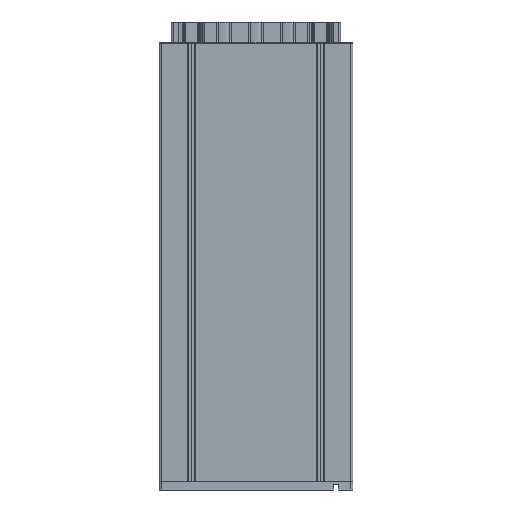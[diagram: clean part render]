
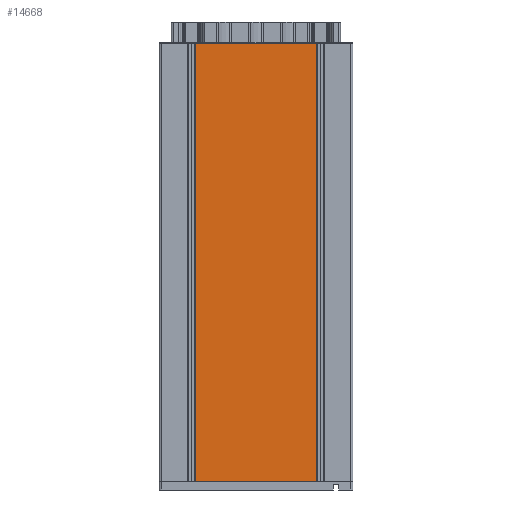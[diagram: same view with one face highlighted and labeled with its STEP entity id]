
A CAD part, front view. The second image highlights one B-rep face of the part: STEP entity #14668.
In plain terms, the highlighted planar face has unit normal (0, -1, 0).
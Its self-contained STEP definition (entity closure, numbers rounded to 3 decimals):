
#1652 = VECTOR ( 'NONE', #9056, 1000. ) ;
#2227 = EDGE_CURVE ( 'NONE', #13653, #6131, #3322, .T. ) ;
#3119 = ORIENTED_EDGE ( 'NONE', *, *, #25497, .T. ) ;
#3322 = LINE ( 'NONE', #24600, #18964 ) ;
#5200 = AXIS2_PLACEMENT_3D ( 'NONE', #13127, #19031, #12943 ) ;
#5214 = DIRECTION ( 'NONE',  ( 1., 0., 0. ) ) ;
#5494 = LINE ( 'NONE', #11350, #1652 ) ;
#6131 = VERTEX_POINT ( 'NONE', #7593 ) ;
#7477 = VECTOR ( 'NONE', #5214, 1000. ) ;
#7593 = CARTESIAN_POINT ( 'NONE',  ( -75.4, -30., 0. ) ) ;
#8838 = CARTESIAN_POINT ( 'NONE',  ( 75.4, -30., 543. ) ) ;
#9056 = DIRECTION ( 'NONE',  ( 1., 0., 0. ) ) ;
#9098 = ORIENTED_EDGE ( 'NONE', *, *, #2227, .T. ) ;
#9323 = CARTESIAN_POINT ( 'NONE',  ( -75.4, -30., 543. ) ) ;
#9562 = EDGE_LOOP ( 'NONE', ( #3119, #16612, #13227, #9098 ) ) ;
#9707 = LINE ( 'NONE', #21914, #20495 ) ;
#11350 = CARTESIAN_POINT ( 'NONE',  ( 0., -30., 0. ) ) ;
#12521 = DIRECTION ( 'NONE',  ( 0., 0., 1. ) ) ;
#12624 = DIRECTION ( 'NONE',  ( 0., 0., -1. ) ) ;
#12943 = DIRECTION ( 'NONE',  ( 0., 0., 1. ) ) ;
#13127 = CARTESIAN_POINT ( 'NONE',  ( 0., -30., 543. ) ) ;
#13227 = ORIENTED_EDGE ( 'NONE', *, *, #15133, .F. ) ;
#13653 = VERTEX_POINT ( 'NONE', #9323 ) ;
#14668 = ADVANCED_FACE ( 'NONE', ( #16746 ), #25114, .F. ) ;
#15087 = CARTESIAN_POINT ( 'NONE',  ( 75.4, -30., 0. ) ) ;
#15133 = EDGE_CURVE ( 'NONE', #13653, #20894, #25298, .T. ) ;
#16612 = ORIENTED_EDGE ( 'NONE', *, *, #18749, .T. ) ;
#16746 = FACE_OUTER_BOUND ( 'NONE', #9562, .T. ) ;
#18749 = EDGE_CURVE ( 'NONE', #23520, #20894, #9707, .T. ) ;
#18964 = VECTOR ( 'NONE', #12624, 1000. ) ;
#19031 = DIRECTION ( 'NONE',  ( 0., 1., 0. ) ) ;
#20495 = VECTOR ( 'NONE', #12521, 1000. ) ;
#20894 = VERTEX_POINT ( 'NONE', #8838 ) ;
#21441 = CARTESIAN_POINT ( 'NONE',  ( 0., -30., 543. ) ) ;
#21914 = CARTESIAN_POINT ( 'NONE',  ( 75.4, -30., 543. ) ) ;
#23520 = VERTEX_POINT ( 'NONE', #15087 ) ;
#24600 = CARTESIAN_POINT ( 'NONE',  ( -75.4, -30., 543. ) ) ;
#25114 = PLANE ( 'NONE',  #5200 ) ;
#25298 = LINE ( 'NONE', #21441, #7477 ) ;
#25497 = EDGE_CURVE ( 'NONE', #6131, #23520, #5494, .T. ) ;
